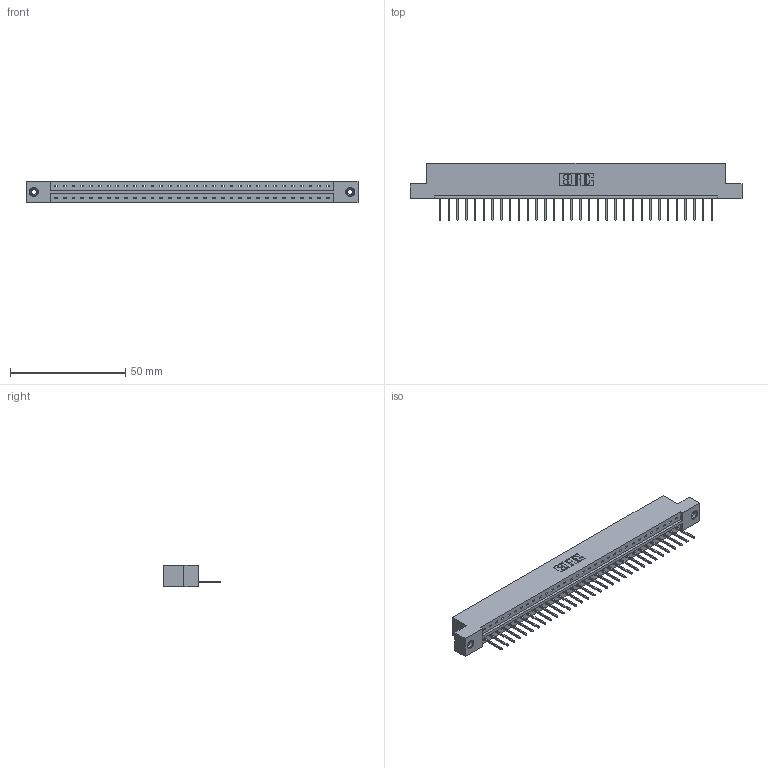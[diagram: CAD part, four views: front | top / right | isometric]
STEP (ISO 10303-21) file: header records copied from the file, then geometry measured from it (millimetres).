
FILE_DESCRIPTION (( 'STEP AP203' ), '1' );
FILE_NAME ('379-032-523-108.STEP', '2020-02-26T16:11:58', ( '' ), ( '' ), 'SwSTEP 2.0', 'SolidWorks 2016', '' );
FILE_SCHEMA (( 'CONFIG_CONTROL_DESIGN' ));
Length unit declared in the file: inch
Products named in the file (4): 379 Part_Flush - .156 Dia - TI; 345-250-001_345-250-003-102; 345-292-001_345-293-123; 379-032-523-108
Assembly tree (35 placements, depth 2):
  379-032-523-108
    379 Part_Flush - .156 Dia - TI
    345-292-001_345-293-123  x32
    345-250-001_345-250-003-102  x2
Bounding box: 144.15 x 24.82 x 9.53 mm (x, y, z)
Volume: 15005.7 mm3; surface area: 15362.1 mm2
Topology: 35 solids, 35 shells, 2030 faces, 6079 edges, 4002 vertices
Faces by surface type: plane 1446, cylinder 568, cone 12, torus 4
Entity records: 22060 total; most frequent: CARTESIAN_POINT 3789, ORIENTED_EDGE 3750, DIRECTION 3249, EDGE_CURVE 1875, VECTOR 1727, LINE 1727, VERTEX_POINT 1244, AXIS2_PLACEMENT_3D 761
